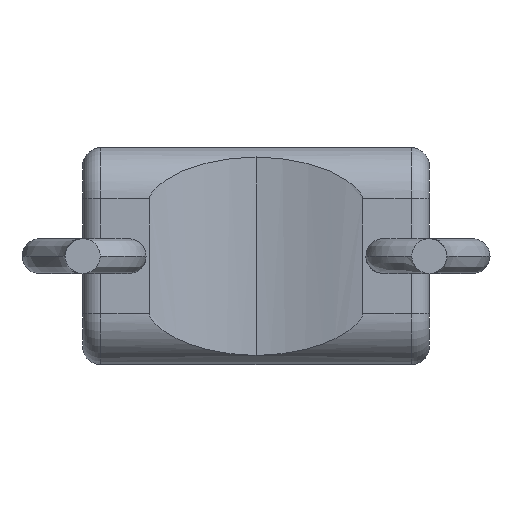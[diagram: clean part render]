
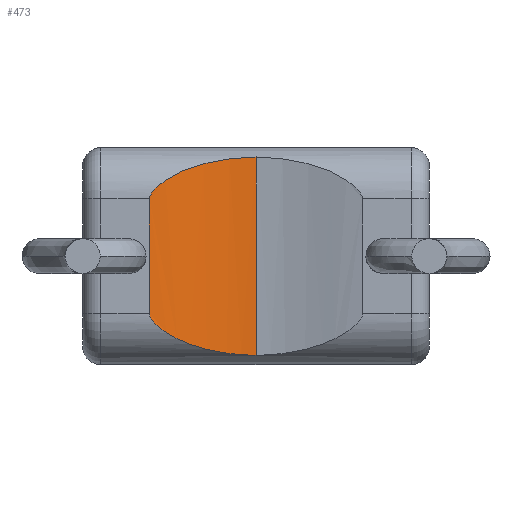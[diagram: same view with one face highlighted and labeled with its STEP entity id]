
A CAD part, front view. The second image highlights one B-rep face of the part: STEP entity #473.
In plain terms, the highlighted free-form (B-spline) face has degree [3, 1] with [4, 2] control points.
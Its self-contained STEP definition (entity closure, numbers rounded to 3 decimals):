
#241 = CARTESIAN_POINT ( 'NONE',  ( 1.535, 0.142, 0.307 ) ) ;
#272 = EDGE_LOOP ( 'NONE', ( #2109, #5281, #4832, #1935 ) ) ;
#393 = CARTESIAN_POINT ( 'NONE',  ( 2.243, 0.299, 3.03 ) ) ;
#431 = CARTESIAN_POINT ( 'NONE',  ( 1.534, 0.142, 2.872 ) ) ;
#473 = ADVANCED_FACE ( 'NONE', ( #4381 ), #1061, .F. ) ;
#770 = CARTESIAN_POINT ( 'NONE',  ( 0.979, 0., 2.43 ) ) ;
#848 = CARTESIAN_POINT ( 'NONE',  ( 1.044, 0.011, 2.562 ) ) ;
#1043 = VERTEX_POINT ( 'NONE', #1543 ) ;
#1061 = B_SPLINE_SURFACE_WITH_KNOTS ( 'NONE', 3, 1, ( 
 ( #3268, #1638 ),
 ( #2044, #3715 ),
 ( #1567, #5433 ),
 ( #3733, #1587 ) ),
 .UNSPECIFIED., .F., .F., .F.,
 ( 4, 4 ),
 ( 2, 2 ),
 ( 0., 1. ),
 ( 0., 1. ),
 .UNSPECIFIED. ) ;
#1275 = CARTESIAN_POINT ( 'NONE',  ( 1.154, 0.035, 2.662 ) ) ;
#1332 = B_SPLINE_CURVE_WITH_KNOTS ( 'NONE', 3,
 ( #5119, #2141, #393, #2124, #4256, #431, #5071, #2989, #1275, #4213, #848, #1700, #5489, #2105 ),
 .UNSPECIFIED., .F., .F.,
 ( 4, 2, 2, 2, 2, 2, 4 ),
 ( 0., 0., 0.001, 0.001, 0.002, 0.002, 0.002 ),
 .UNSPECIFIED. ) ;
#1458 = CARTESIAN_POINT ( 'NONE',  ( 2.54, 0.32, 3.045 ) ) ;
#1543 = CARTESIAN_POINT ( 'NONE',  ( 0.979, 0., 0.75 ) ) ;
#1567 = CARTESIAN_POINT ( 'NONE',  ( 1.339, 0.053, 0.118 ) ) ;
#1587 = CARTESIAN_POINT ( 'NONE',  ( 0.979, 0., 3.062 ) ) ;
#1638 = CARTESIAN_POINT ( 'NONE',  ( 2.54, 0.32, 3.062 ) ) ;
#1653 = VERTEX_POINT ( 'NONE', #1458 ) ;
#1700 = CARTESIAN_POINT ( 'NONE',  ( 0.999, 0.003, 2.502 ) ) ;
#1713 = EDGE_CURVE ( 'NONE', #1653, #3559, #1332, .T. ) ;
#1928 = CARTESIAN_POINT ( 'NONE',  ( 0.999, 0.003, 0.677 ) ) ;
#1935 = ORIENTED_EDGE ( 'NONE', *, *, #3133, .F. ) ;
#1980 = CARTESIAN_POINT ( 'NONE',  ( 1.812, 0.215, 0.221 ) ) ;
#2044 = CARTESIAN_POINT ( 'NONE',  ( 1.89, 0.301, 0.118 ) ) ;
#2059 = CARTESIAN_POINT ( 'NONE',  ( 2.54, 0.32, 0.135 ) ) ;
#2105 = CARTESIAN_POINT ( 'NONE',  ( 0.979, 0., 2.43 ) ) ;
#2109 = ORIENTED_EDGE ( 'NONE', *, *, #4275, .T. ) ;
#2124 = CARTESIAN_POINT ( 'NONE',  ( 1.954, 0.249, 2.989 ) ) ;
#2127 = CARTESIAN_POINT ( 'NONE',  ( 0.979, 0., 0. ) ) ;
#2141 = CARTESIAN_POINT ( 'NONE',  ( 2.39, 0.316, 3.041 ) ) ;
#2347 = EDGE_CURVE ( 'NONE', #3296, #1653, #5074, .T. ) ;
#2455 = VECTOR ( 'NONE', #5141, 1000. ) ;
#2753 = CARTESIAN_POINT ( 'NONE',  ( 1.215, 0.051, 0.476 ) ) ;
#2770 = CARTESIAN_POINT ( 'NONE',  ( 1.402, 0.102, 0.363 ) ) ;
#2989 = CARTESIAN_POINT ( 'NONE',  ( 1.214, 0.051, 2.704 ) ) ;
#3088 = VECTOR ( 'NONE', #3196, 1000. ) ;
#3133 = EDGE_CURVE ( 'NONE', #1043, #3559, #4729, .T. ) ;
#3196 = DIRECTION ( 'NONE',  ( 0., 0., 1. ) ) ;
#3252 = CARTESIAN_POINT ( 'NONE',  ( 1.953, 0.249, 0.191 ) ) ;
#3268 = CARTESIAN_POINT ( 'NONE',  ( 2.54, 0.32, 0.118 ) ) ;
#3296 = VERTEX_POINT ( 'NONE', #5517 ) ;
#3452 = B_SPLINE_CURVE_WITH_KNOTS ( 'NONE', 3,
 ( #4058, #4480, #1928, #4914, #4928, #5319, #2753, #2770, #241, #1980, #3252, #4141, #4127, #2059 ),
 .UNSPECIFIED., .F., .F.,
 ( 4, 2, 2, 2, 2, 2, 4 ),
 ( 0., 0., 0., 0., 0.001, 0.001, 0.002 ),
 .UNSPECIFIED. ) ;
#3559 = VERTEX_POINT ( 'NONE', #770 ) ;
#3715 = CARTESIAN_POINT ( 'NONE',  ( 1.89, 0.301, 3.062 ) ) ;
#3733 = CARTESIAN_POINT ( 'NONE',  ( 0.979, 0., 0.118 ) ) ;
#4058 = CARTESIAN_POINT ( 'NONE',  ( 0.979, 0., 0.75 ) ) ;
#4127 = CARTESIAN_POINT ( 'NONE',  ( 2.39, 0.316, 0.139 ) ) ;
#4141 = CARTESIAN_POINT ( 'NONE',  ( 2.242, 0.299, 0.15 ) ) ;
#4213 = CARTESIAN_POINT ( 'NONE',  ( 1.071, 0.017, 2.589 ) ) ;
#4256 = CARTESIAN_POINT ( 'NONE',  ( 1.81, 0.215, 2.959 ) ) ;
#4275 = EDGE_CURVE ( 'NONE', #1043, #3296, #3452, .T. ) ;
#4381 = FACE_OUTER_BOUND ( 'NONE', #272, .T. ) ;
#4477 = CARTESIAN_POINT ( 'NONE',  ( 2.54, 0.32, 0. ) ) ;
#4480 = CARTESIAN_POINT ( 'NONE',  ( 0.979, 0., 0.712 ) ) ;
#4729 = LINE ( 'NONE', #2127, #2455 ) ;
#4832 = ORIENTED_EDGE ( 'NONE', *, *, #1713, .T. ) ;
#4914 = CARTESIAN_POINT ( 'NONE',  ( 1.045, 0.011, 0.618 ) ) ;
#4928 = CARTESIAN_POINT ( 'NONE',  ( 1.071, 0.017, 0.591 ) ) ;
#5071 = CARTESIAN_POINT ( 'NONE',  ( 1.4, 0.102, 2.816 ) ) ;
#5074 = LINE ( 'NONE', #4477, #3088 ) ;
#5119 = CARTESIAN_POINT ( 'NONE',  ( 2.54, 0.32, 3.045 ) ) ;
#5141 = DIRECTION ( 'NONE',  ( 0., 0., 1. ) ) ;
#5281 = ORIENTED_EDGE ( 'NONE', *, *, #2347, .T. ) ;
#5319 = CARTESIAN_POINT ( 'NONE',  ( 1.154, 0.035, 0.518 ) ) ;
#5433 = CARTESIAN_POINT ( 'NONE',  ( 1.339, 0.053, 3.062 ) ) ;
#5489 = CARTESIAN_POINT ( 'NONE',  ( 0.979, 0., 2.468 ) ) ;
#5517 = CARTESIAN_POINT ( 'NONE',  ( 2.54, 0.32, 0.135 ) ) ;
